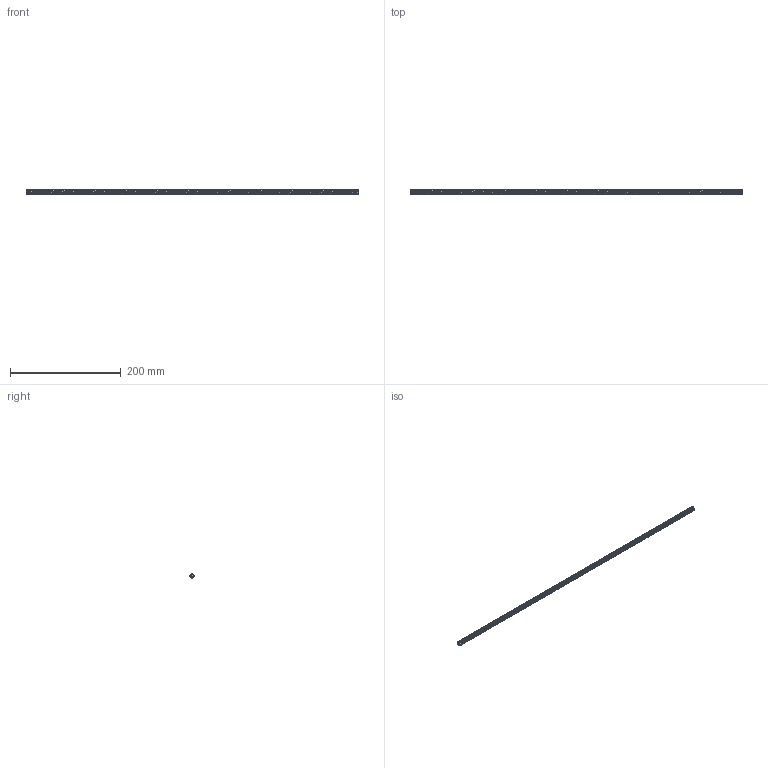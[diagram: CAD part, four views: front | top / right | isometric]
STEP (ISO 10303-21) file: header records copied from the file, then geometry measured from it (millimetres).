
FILE_DESCRIPTION(/* description */ (''),/* implementation_level */ '2;1');
FILE_NAME(/* name */ 'lead screw 8MM_v1.step',/* time_stamp */ '2024-01-28T17:52:26+05:30',/* author */ (''),/* organization */ (''),/* preprocessor_version */ 'ST-DEVELOPER v20',/* originating_system */ 'Autodesk Translation Framework v12.14.0.127',/* authorisation */ '');
FILE_SCHEMA (('AUTOMOTIVE_DESIGN { 1 0 10303 214 3 1 1 }'));
Length unit declared in the file: millimetre
Products named in the file (1): lead screw 8MM
Bounding box: 600 x 8.01 x 8.01 mm (x, y, z)
Volume: 18859.3 mm3; surface area: 22948 mm2
Topology: 1 solids, 1 shells, 308 faces, 916 edges, 610 vertices
Faces by surface type: cylinder 302, plane 4, bspline 2
Full cylindrical faces by diameter (mm): 4 x46, 8 x67
Entity records: 25092 total; most frequent: CARTESIAN_POINT 18000, ORIENTED_EDGE 1832, DIRECTION 930, EDGE_CURVE 916, VERTEX_POINT 610, B_SPLINE_CURVE_WITH_KNOTS 604, AXIS2_PLACEMENT_3D 311, FACE_OUTER_BOUND 308
